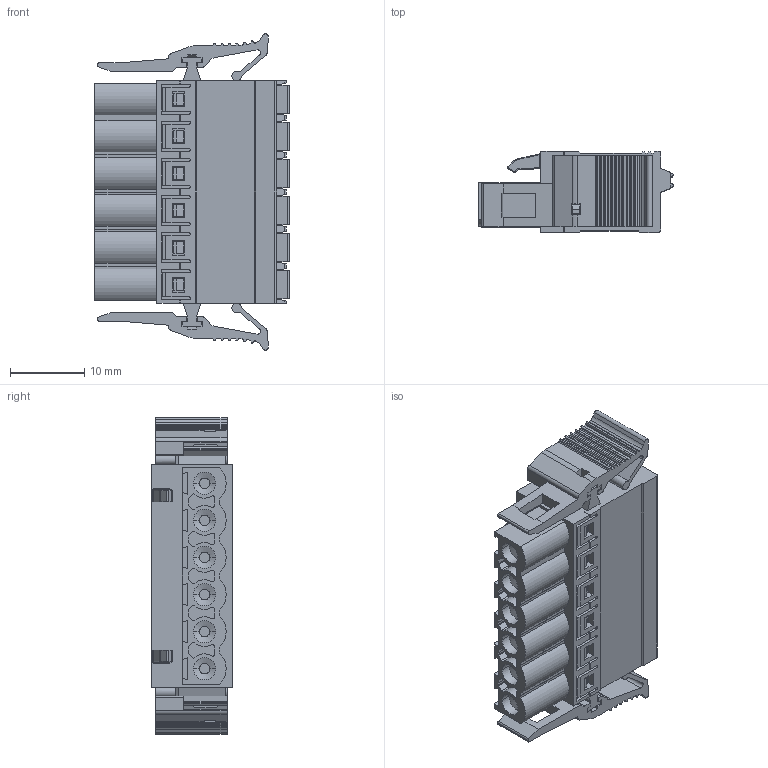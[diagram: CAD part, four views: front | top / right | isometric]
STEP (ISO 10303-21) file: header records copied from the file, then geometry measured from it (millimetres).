
FILE_DESCRIPTION((''),'2;1');
FILE_NAME('WJ2EDGKNG-500-06P','2018-04-04T',('ysun'),(''),'CREO PARAMETRIC BY PTC INC, 2015080','CREO PARAMETRIC BY PTC INC, 2015080','');
FILE_SCHEMA(('CONFIG_CONTROL_DESIGN'));
Length unit declared in the file: millimetre
Products named in the file (1): WJ2EDGKNG-500-06P
Bounding box: 26.2 x 10.9 x 42.65 mm (x, y, z)
Volume: 6647.8 mm3; surface area: 5451.1 mm2
Topology: 1 solids, 1 shells, 1092 faces, 3117 edges, 2058 vertices
Faces by surface type: plane 750, cylinder 296, torus 30, cone 12, bspline 4
Entity records: 36165 total; most frequent: CARTESIAN_POINT 7156, ORIENTED_EDGE 6234, DIRECTION 5763, EDGE_CURVE 3117, VECTOR 2379, LINE 2379, VERTEX_POINT 2058, AXIS2_PLACEMENT_3D 1692
